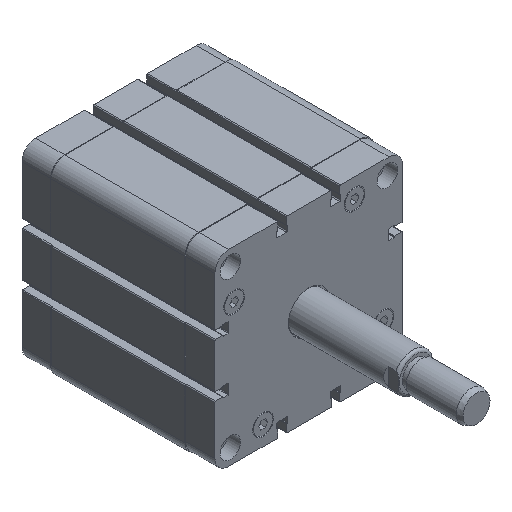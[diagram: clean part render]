
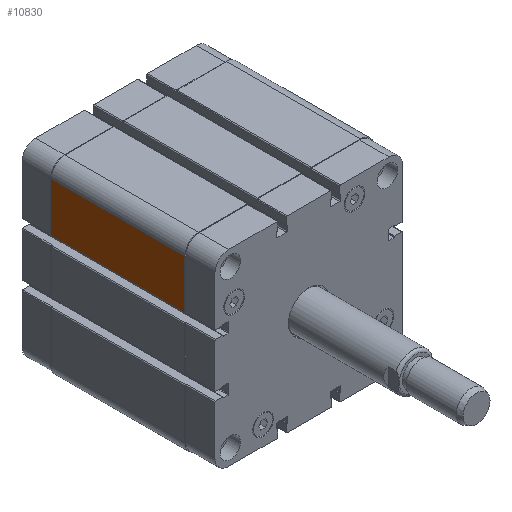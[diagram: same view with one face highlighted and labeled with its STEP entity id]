
A CAD part, isometric view. The second image highlights one B-rep face of the part: STEP entity #10830.
In plain terms, the highlighted planar face has unit normal (-1, 0, 0).
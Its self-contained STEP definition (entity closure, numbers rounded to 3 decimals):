
#7294=CARTESIAN_POINT('',(-62.,44.0,20.75));
#7295=VERTEX_POINT('',#7294);
#7303=CARTESIAN_POINT('',(-62.,44.0,53.));
#7304=VERTEX_POINT('',#7303);
#7305=CARTESIAN_POINT('',(-62.,44.0,53.));
#7306=DIRECTION('',(0.0,0.0,-1.0));
#7307=VECTOR('',#7306,32.25);
#7308=LINE('',#7305,#7307);
#7309=EDGE_CURVE('',#7304,#7295,#7308,.T.);
#9498=CARTESIAN_POINT('',(-62.,-44.0,53.));
#9499=VERTEX_POINT('',#9498);
#9507=CARTESIAN_POINT('',(-62.,-44.0,20.75));
#9508=VERTEX_POINT('',#9507);
#9509=CARTESIAN_POINT('',(-62.,-44.0,20.75));
#9510=DIRECTION('',(0.0,0.0,1.0));
#9511=VECTOR('',#9510,32.25);
#9512=LINE('',#9509,#9511);
#9513=EDGE_CURVE('',#9508,#9499,#9512,.T.);
#10803=CARTESIAN_POINT('',(-62.,-44.0,53.));
#10804=DIRECTION('',(0.0,1.0,0.0));
#10805=VECTOR('',#10804,88.0);
#10806=LINE('',#10803,#10805);
#10807=EDGE_CURVE('',#9499,#7304,#10806,.T.);
#10814=CARTESIAN_POINT('',(-62.,0.0,53.));
#10815=DIRECTION('',(-1.0,0.0,0.0));
#10816=DIRECTION('',(0.0,0.0,1.0));
#10817=AXIS2_PLACEMENT_3D('',#10814,#10815,#10816);
#10818=PLANE('',#10817);
#10819=ORIENTED_EDGE('',*,*,#7309,.T.);
#10820=CARTESIAN_POINT('',(-62.,-44.0,20.75));
#10821=DIRECTION('',(0.0,1.0,0.0));
#10822=VECTOR('',#10821,88.0);
#10823=LINE('',#10820,#10822);
#10824=EDGE_CURVE('',#9508,#7295,#10823,.T.);
#10825=ORIENTED_EDGE('',*,*,#10824,.F.);
#10826=ORIENTED_EDGE('',*,*,#9513,.T.);
#10827=ORIENTED_EDGE('',*,*,#10807,.T.);
#10828=EDGE_LOOP('',(#10819,#10825,#10826,#10827));
#10829=FACE_OUTER_BOUND('',#10828,.T.);
#10830=ADVANCED_FACE('',(#10829),#10818,.T.);
